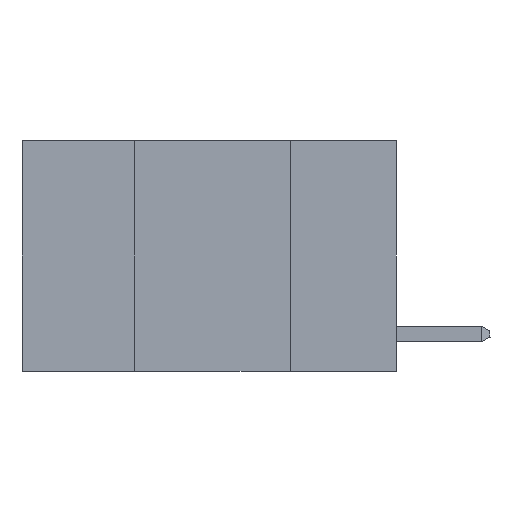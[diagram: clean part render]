
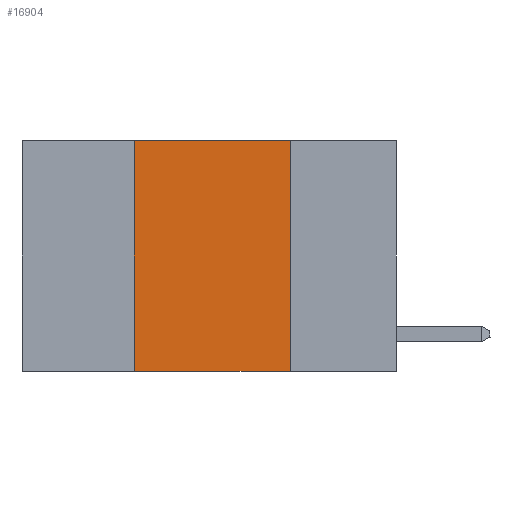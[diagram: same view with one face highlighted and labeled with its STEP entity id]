
A CAD part, left-side view. The second image highlights one B-rep face of the part: STEP entity #16904.
In plain terms, the highlighted planar face has unit normal (-1, 0, 0).
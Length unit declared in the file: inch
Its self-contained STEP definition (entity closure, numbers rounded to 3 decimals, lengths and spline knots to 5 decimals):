
#216 = EDGE_LOOP ( 'NONE', ( #16571, #25378, #1953, #3875 ) ) ;
#922 = LINE ( 'NONE', #15990, #1259 ) ;
#1259 = VECTOR ( 'NONE', #16122, 39.37008 ) ;
#1953 = ORIENTED_EDGE ( 'NONE', *, *, #10185, .F. ) ;
#2149 = LINE ( 'NONE', #27904, #4074 ) ;
#3410 = LINE ( 'NONE', #18619, #7573 ) ;
#3875 = ORIENTED_EDGE ( 'NONE', *, *, #21096, .T. ) ;
#4074 = VECTOR ( 'NONE', #21490, 39.37008 ) ;
#4627 = VERTEX_POINT ( 'NONE', #19216 ) ;
#4750 = VECTOR ( 'NONE', #6403, 39.37008 ) ;
#6403 = DIRECTION ( 'NONE',  ( 0., 0., 1. ) ) ;
#7573 = VECTOR ( 'NONE', #27177, 39.37008 ) ;
#10185 = EDGE_CURVE ( 'NONE', #25335, #12790, #26186, .T. ) ;
#12790 = VERTEX_POINT ( 'NONE', #14672 ) ;
#14672 = CARTESIAN_POINT ( 'NONE',  ( 0., 0.42, 0. ) ) ;
#15213 = CARTESIAN_POINT ( 'NONE',  ( 0., 0.42, 0. ) ) ;
#15990 = CARTESIAN_POINT ( 'NONE',  ( 0., 0.6, -0.37 ) ) ;
#16122 = DIRECTION ( 'NONE',  ( 0., -1., 0. ) ) ;
#16571 = ORIENTED_EDGE ( 'NONE', *, *, #17004, .F. ) ;
#16904 = ADVANCED_FACE ( 'NONE', ( #27487 ), #27063, .F. ) ;
#17004 = EDGE_CURVE ( 'NONE', #22077, #4627, #2149, .T. ) ;
#18365 = CARTESIAN_POINT ( 'NONE',  ( 0., 0.6, 0. ) ) ;
#18573 = EDGE_CURVE ( 'NONE', #12790, #22077, #3410, .T. ) ;
#18619 = CARTESIAN_POINT ( 'NONE',  ( 0., 0.6, 0. ) ) ;
#19216 = CARTESIAN_POINT ( 'NONE',  ( 0., 0.17, -0.37 ) ) ;
#20419 = AXIS2_PLACEMENT_3D ( 'NONE', #18365, #27207, #25356 ) ;
#21096 = EDGE_CURVE ( 'NONE', #25335, #4627, #922, .T. ) ;
#21490 = DIRECTION ( 'NONE',  ( 0., 0., -1. ) ) ;
#22077 = VERTEX_POINT ( 'NONE', #23708 ) ;
#23708 = CARTESIAN_POINT ( 'NONE',  ( 0., 0.17, 0. ) ) ;
#25335 = VERTEX_POINT ( 'NONE', #26332 ) ;
#25356 = DIRECTION ( 'NONE',  ( 0., 0., -1. ) ) ;
#25378 = ORIENTED_EDGE ( 'NONE', *, *, #18573, .F. ) ;
#26186 = LINE ( 'NONE', #15213, #4750 ) ;
#26332 = CARTESIAN_POINT ( 'NONE',  ( 0., 0.42, -0.37 ) ) ;
#27063 = PLANE ( 'NONE',  #20419 ) ;
#27177 = DIRECTION ( 'NONE',  ( 0., -1., 0. ) ) ;
#27207 = DIRECTION ( 'NONE',  ( 1., 0., 0. ) ) ;
#27487 = FACE_OUTER_BOUND ( 'NONE', #216, .T. ) ;
#27904 = CARTESIAN_POINT ( 'NONE',  ( 0., 0.17, 0. ) ) ;
